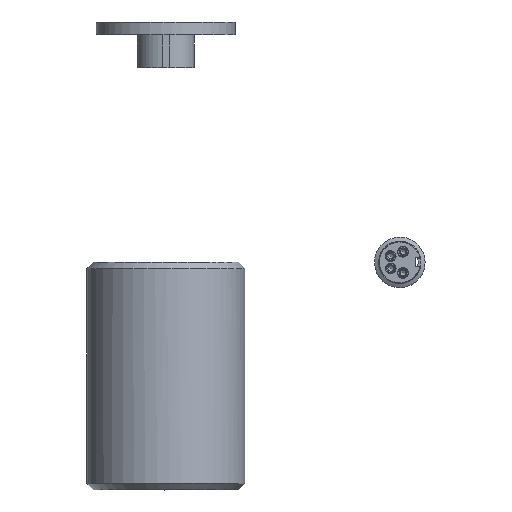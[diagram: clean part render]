
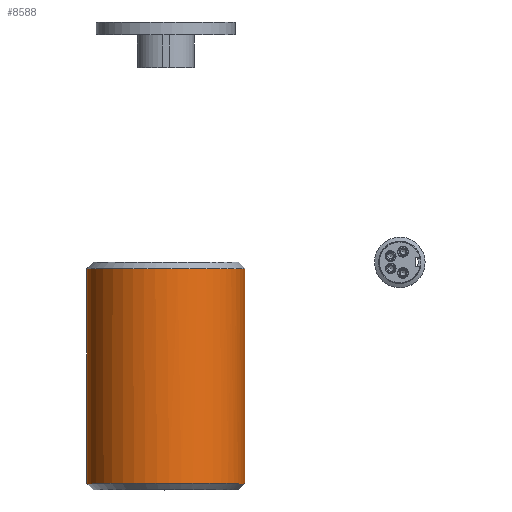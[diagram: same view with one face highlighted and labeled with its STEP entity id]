
A CAD part, top view. The second image highlights one B-rep face of the part: STEP entity #8588.
In plain terms, the highlighted cylindrical face has radius 12.5 mm (diameter 25 mm), a full revolution.
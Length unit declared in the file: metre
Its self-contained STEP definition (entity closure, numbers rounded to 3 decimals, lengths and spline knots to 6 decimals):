
#8543=VERTEX_POINT('',#8544);
#8544=CARTESIAN_POINT('',(-0.00075,0.001,
  0.012477));
#8553=EDGE_CURVE('',#8554,#8543,#8556,.F.);
#8554=VERTEX_POINT('',#8555);
#8555=CARTESIAN_POINT('',(-0.0125,0.001,0.0));
#8556=CIRCLE('',#8557,0.0125);
#8557=AXIS2_PLACEMENT_3D('',#8558,#8559,#8560);
#8558=CARTESIAN_POINT('',(0.0,0.001,0.0));
#8559=DIRECTION('',(0.0,-1.0,0.0));
#8560=DIRECTION('',(0.0,0.0,-1.0));
#8588=ADVANCED_FACE('',(#8594),#8589,.T.);
#8589=CYLINDRICAL_SURFACE('',#8590,0.0125);
#8590=AXIS2_PLACEMENT_3D('',#8591,#8592,#8593);
#8591=CARTESIAN_POINT('',(0.0,0.036,0.0));
#8592=DIRECTION('',(0.0,-1.0,0.0));
#8593=DIRECTION('',(0.0,0.0,-1.0));
#8594=FACE_OUTER_BOUND('',#8595,.T.);
#8595=EDGE_LOOP('',(#8596,#8605,#8613,#8621,#8631,#8639,#8649,#8650));
#8596=ORIENTED_EDGE('',*,*,#8597,.F.);
#8597=EDGE_CURVE('',#8598,#8543,#8600,.T.);
#8598=VERTEX_POINT('',#8599);
#8599=CARTESIAN_POINT('',(-0.00075,0.003,
  0.012477));
#8600=LINE('',#8601,#8602);
#8601=CARTESIAN_POINT('',(-0.00075,0.003,
  0.012477));
#8602=VECTOR('',#8603,1.0);
#8603=DIRECTION('',(0.0,-1.0,0.0));
#8604=CARTESIAN_POINT('',(0.00075,0.003,
  0.012477));
#8605=ORIENTED_EDGE('',*,*,#8606,.F.);
#8606=EDGE_CURVE('',#8607,#8598,#8609,.T.);
#8607=VERTEX_POINT('',#8608);
#8608=CARTESIAN_POINT('',(0.00075,0.003,
  0.012477));
#8609=(B_SPLINE_CURVE(3,(#8604,#8610,#8611,#8612),.UNSPECIFIED.,.F.,.U.)B_SPLINE_CURVE_WITH_KNOTS(
  (4,4),(0.0,1.0),.UNSPECIFIED.)BOUNDED_CURVE()CURVE()GEOMETRIC_REPRESENTATION_ITEM(
  )RATIONAL_B_SPLINE_CURVE((1.0,0.999,0.999,1.0))REPRESENTATION_ITEM(
  ''));
#8610=CARTESIAN_POINT('',(0.00025,0.003,
  0.012508));
#8611=CARTESIAN_POINT('',(-0.00025,0.003,
  0.012508));
#8612=CARTESIAN_POINT('',(-0.00075,0.003,
  0.012477));
#8613=ORIENTED_EDGE('',*,*,#8614,.T.);
#8614=EDGE_CURVE('',#8607,#8615,#8617,.T.);
#8615=VERTEX_POINT('',#8616);
#8616=CARTESIAN_POINT('',(0.00075,0.001,
  0.012477));
#8617=LINE('',#8618,#8619);
#8618=CARTESIAN_POINT('',(0.00075,0.003,
  0.012477));
#8619=VECTOR('',#8620,1.0);
#8620=DIRECTION('',(0.0,-1.0,0.0));
#8621=ORIENTED_EDGE('',*,*,#8623,.T.);
#8622=CARTESIAN_POINT('',(-0.0125,0.001,0.0));
#8623=EDGE_CURVE('',#8615,#8554,#8624,.F.);
#8624=(B_SPLINE_CURVE(3,(#8622,#8625,#8626,#8627,#8628,#8629,#8630),
  .UNSPECIFIED.,.F.,.U.)B_SPLINE_CURVE_WITH_KNOTS((4,3,4),(0.0,0.5,1.0),
  .UNSPECIFIED.)BOUNDED_CURVE()CURVE()GEOMETRIC_REPRESENTATION_ITEM()RATIONAL_B_SPLINE_CURVE(
  (1.0,0.598,0.598,1.0,0.598,
  0.598,1.0))REPRESENTATION_ITEM(''));
#8625=CARTESIAN_POINT('',(-0.0125,0.001,-0.0128));
#8626=CARTESIAN_POINT('',(-0.000749,0.001,
  -0.017875));
#8627=CARTESIAN_POINT('',(0.00857,0.001,-0.0091));
#8628=CARTESIAN_POINT('',(0.017888,0.001,-0.000325)
  );
#8629=CARTESIAN_POINT('',(0.013527,0.001,0.011709));
#8630=CARTESIAN_POINT('',(0.00075,0.001,
  0.012477));
#8631=ORIENTED_EDGE('',*,*,#8632,.F.);
#8632=EDGE_CURVE('',#8633,#8554,#8635,.T.);
#8633=VERTEX_POINT('',#8634);
#8634=CARTESIAN_POINT('',(-0.0125,0.035,0.0));
#8635=LINE('',#8636,#8637);
#8636=CARTESIAN_POINT('',(-0.0125,0.036,0.0));
#8637=VECTOR('',#8638,1.0);
#8638=DIRECTION('',(0.0,-1.0,0.0));
#8639=ORIENTED_EDGE('',*,*,#8641,.T.);
#8640=CARTESIAN_POINT('',(-0.0125,0.035,0.0));
#8641=EDGE_CURVE('',#8633,#8633,#8642,.T.);
#8642=(B_SPLINE_CURVE(3,(#8640,#8643,#8644,#8645,#8646,#8647,#8648),
  .UNSPECIFIED.,.T.,.U.)B_SPLINE_CURVE_WITH_KNOTS((4,3,4),(0.0,0.5,1.0),
  .UNSPECIFIED.)BOUNDED_CURVE()CURVE()GEOMETRIC_REPRESENTATION_ITEM()RATIONAL_B_SPLINE_CURVE(
  (1.0,0.333,0.333,1.0,0.333,
  0.333,1.0))REPRESENTATION_ITEM(''));
#8643=CARTESIAN_POINT('',(-0.0125,0.035,-0.025));
#8644=CARTESIAN_POINT('',(0.0125,0.035,-0.025));
#8645=CARTESIAN_POINT('',(0.0125,0.035,-0.0));
#8646=CARTESIAN_POINT('',(0.0125,0.035,0.025));
#8647=CARTESIAN_POINT('',(-0.0125,0.035,0.025));
#8648=CARTESIAN_POINT('',(-0.0125,0.035,0.0));
#8649=ORIENTED_EDGE('',*,*,#8632,.T.);
#8650=ORIENTED_EDGE('',*,*,#8553,.T.);
